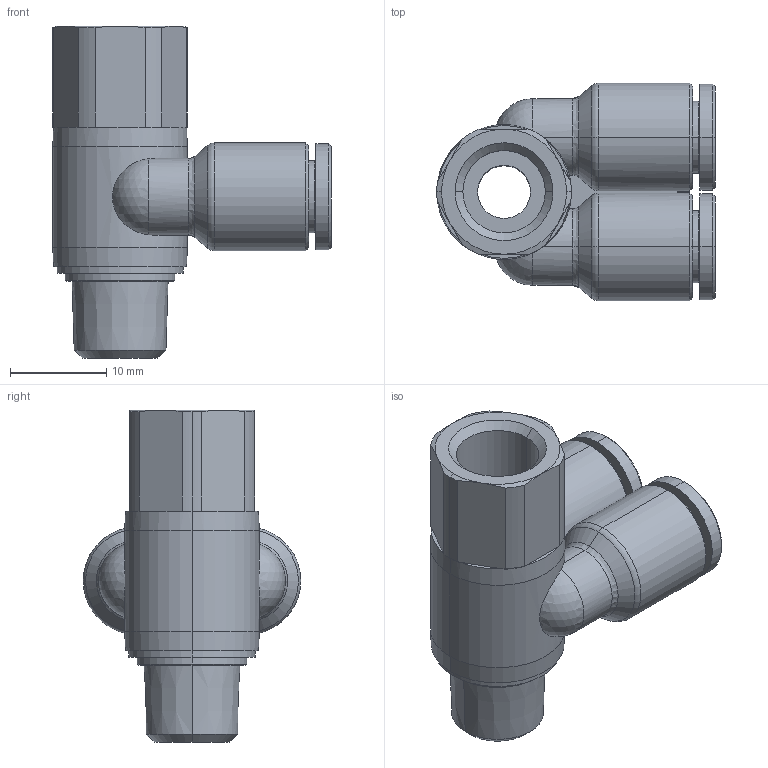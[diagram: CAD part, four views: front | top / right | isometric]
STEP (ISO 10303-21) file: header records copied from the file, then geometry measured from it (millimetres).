
FILE_DESCRIPTION((''),'2;1');
FILE_NAME('GPAF_0601-G01(3D).stp','2012-12-20T09:52:05',(''),(''),'Mechanical Desktop.R8.0.24.0','Mechanical Desktop.R8.0.24.0',', , ');
FILE_SCHEMA(('CONFIG_CONTROL_DESIGN'));
Length unit declared in the file: millimetre
Products named in the file (2): GPAF_0601-G01(3D); 睡ヶ1
Assembly tree (1 placements, depth 2):
  GPAF_0601-G01(3D)
    睡ヶ1
Bounding box: 28.95 x 22.6 x 34.5 mm (x, y, z)
Volume: 5476 mm3; surface area: 4359.9 mm2
Topology: 1 solids, 1 shells, 535 faces, 1445 edges, 942 vertices
Faces by surface type: plane 363, cylinder 62, bspline 58, cone 44, torus 6, sphere 2
Entity records: 17784 total; most frequent: CARTESIAN_POINT 4260, ORIENTED_EDGE 2890, DIRECTION 2673, EDGE_CURVE 1445, VECTOR 1107, LINE 1107, VERTEX_POINT 942, AXIS2_PLACEMENT_3D 783
